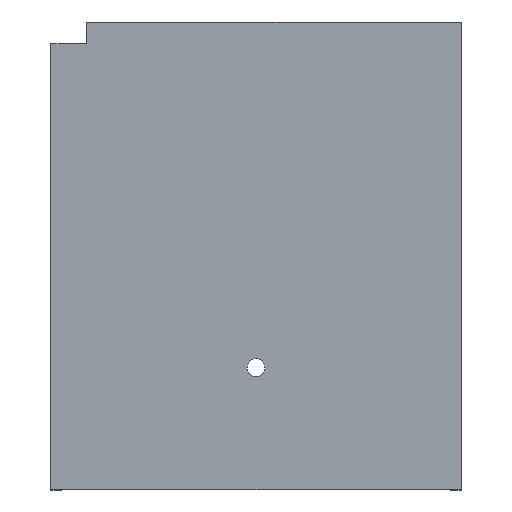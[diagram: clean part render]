
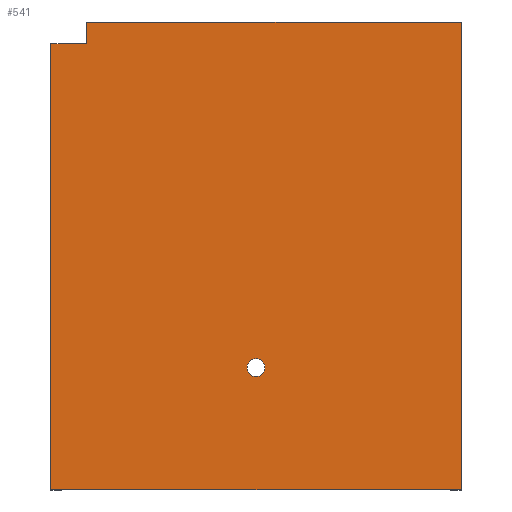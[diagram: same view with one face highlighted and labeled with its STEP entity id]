
A CAD part, top view. The second image highlights one B-rep face of the part: STEP entity #541.
In plain terms, the highlighted planar face has unit normal (0, 0, 1).
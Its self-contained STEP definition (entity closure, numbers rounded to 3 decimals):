
#17=FACE_BOUND('',#82,.T.);
#18=CIRCLE('',#574,1.25);
#51=FACE_OUTER_BOUND('',#81,.T.);
#81=EDGE_LOOP('',(#481,#482,#483,#484,#485,#486));
#82=EDGE_LOOP('',(#487));
#131=LINE('',#822,#200);
#143=LINE('',#855,#212);
#145=LINE('',#859,#214);
#147=LINE('',#863,#216);
#149=LINE('',#867,#218);
#151=LINE('',#870,#220);
#200=VECTOR('',#668,10.);
#212=VECTOR('',#702,10.);
#214=VECTOR('',#706,10.);
#216=VECTOR('',#710,10.);
#218=VECTOR('',#714,10.);
#220=VECTOR('',#718,10.);
#254=VERTEX_POINT('',#819);
#255=VERTEX_POINT('',#821);
#261=VERTEX_POINT('',#840);
#265=VERTEX_POINT('',#854);
#266=VERTEX_POINT('',#858);
#267=VERTEX_POINT('',#862);
#268=VERTEX_POINT('',#866);
#317=EDGE_CURVE('',#255,#254,#131,.T.);
#327=EDGE_CURVE('',#261,#261,#18,.T.);
#333=EDGE_CURVE('',#265,#255,#143,.T.);
#335=EDGE_CURVE('',#266,#265,#145,.T.);
#337=EDGE_CURVE('',#267,#266,#147,.T.);
#339=EDGE_CURVE('',#268,#267,#149,.T.);
#341=EDGE_CURVE('',#254,#268,#151,.T.);
#481=ORIENTED_EDGE('',*,*,#317,.T.);
#482=ORIENTED_EDGE('',*,*,#341,.T.);
#483=ORIENTED_EDGE('',*,*,#339,.T.);
#484=ORIENTED_EDGE('',*,*,#337,.T.);
#485=ORIENTED_EDGE('',*,*,#335,.T.);
#486=ORIENTED_EDGE('',*,*,#333,.T.);
#487=ORIENTED_EDGE('',*,*,#327,.F.);
#513=PLANE('',#587);
#541=ADVANCED_FACE('',(#51,#17),#513,.T.);
#574=AXIS2_PLACEMENT_3D('',#841,#684,#685);
#587=AXIS2_PLACEMENT_3D('',#872,#721,#722);
#668=DIRECTION('',(1.,0.,0.));
#684=DIRECTION('center_axis',(0.,0.,1.));
#685=DIRECTION('ref_axis',(-1.,0.,0.));
#702=DIRECTION('',(0.,-1.,0.));
#706=DIRECTION('',(-1.,0.,0.));
#710=DIRECTION('',(0.,-1.,0.));
#714=DIRECTION('',(-1.,0.,0.));
#718=DIRECTION('',(0.,1.,0.));
#721=DIRECTION('center_axis',(0.,0.,1.));
#722=DIRECTION('ref_axis',(1.,0.,0.));
#819=CARTESIAN_POINT('',(57.,0.,7.4));
#821=CARTESIAN_POINT('',(0.,0.,7.4));
#822=CARTESIAN_POINT('',(0.,0.,7.4));
#840=CARTESIAN_POINT('',(29.75,17.,7.4));
#841=CARTESIAN_POINT('Origin',(28.5,17.,7.4));
#854=CARTESIAN_POINT('',(0.,62.,7.4));
#855=CARTESIAN_POINT('',(0.,62.,7.4));
#858=CARTESIAN_POINT('',(5.,62.,7.4));
#859=CARTESIAN_POINT('',(5.,62.,7.4));
#862=CARTESIAN_POINT('',(5.,65.,7.4));
#863=CARTESIAN_POINT('',(5.,65.,7.4));
#866=CARTESIAN_POINT('',(57.,65.,7.4));
#867=CARTESIAN_POINT('',(57.,65.,7.4));
#870=CARTESIAN_POINT('',(57.,0.,7.4));
#872=CARTESIAN_POINT('Origin',(28.5,31.,7.4));
